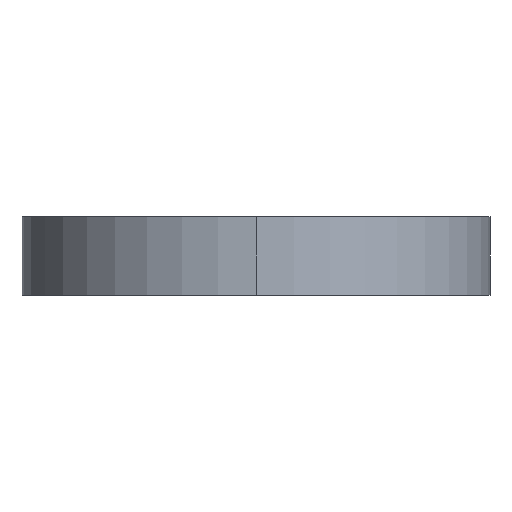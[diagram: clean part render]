
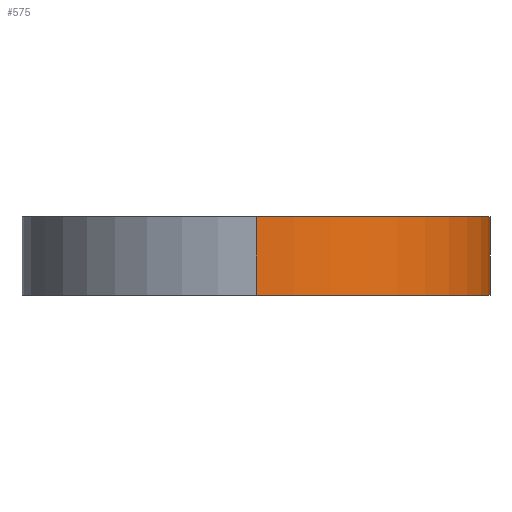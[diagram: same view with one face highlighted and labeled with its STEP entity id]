
A CAD part, left-side view. The second image highlights one B-rep face of the part: STEP entity #575.
In plain terms, the highlighted cylindrical face has radius 60 mm (diameter 120 mm), a partial arc.
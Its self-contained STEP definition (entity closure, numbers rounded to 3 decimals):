
#67 = CARTESIAN_POINT ( 'NONE',  ( 0., 0., 0. ) ) ;
#70 = ORIENTED_EDGE ( 'NONE', *, *, #144, .F. ) ;
#73 = VERTEX_POINT ( 'NONE', #125 ) ;
#125 = CARTESIAN_POINT ( 'NONE',  ( -60., 0., 20. ) ) ;
#144 = EDGE_CURVE ( 'NONE', #73, #1431, #1256, .T. ) ;
#160 = DIRECTION ( 'NONE',  ( 1., 0., 0. ) ) ;
#169 = CARTESIAN_POINT ( 'NONE',  ( 11.881, -58.812, 0. ) ) ;
#222 = FACE_OUTER_BOUND ( 'NONE', #908, .T. ) ;
#231 = DIRECTION ( 'NONE',  ( 0., 0., -1. ) ) ;
#237 = EDGE_CURVE ( 'NONE', #73, #1372, #558, .T. ) ;
#265 = ORIENTED_EDGE ( 'NONE', *, *, #237, .T. ) ;
#387 = VECTOR ( 'NONE', #961, 1000. ) ;
#431 = LINE ( 'NONE', #969, #1500 ) ;
#498 = EDGE_CURVE ( 'NONE', #1431, #1130, #431, .T. ) ;
#503 = ORIENTED_EDGE ( 'NONE', *, *, #505, .T. ) ;
#505 = EDGE_CURVE ( 'NONE', #1372, #1130, #988, .T. ) ;
#558 = LINE ( 'NONE', #1090, #387 ) ;
#575 = ADVANCED_FACE ( 'NONE', ( #222 ), #1662, .T. ) ;
#576 = DIRECTION ( 'NONE',  ( 1., 0., 0. ) ) ;
#898 = AXIS2_PLACEMENT_3D ( 'NONE', #1497, #955, #160 ) ;
#908 = EDGE_LOOP ( 'NONE', ( #70, #265, #503, #1547 ) ) ;
#955 = DIRECTION ( 'NONE',  ( 0., 0., 1. ) ) ;
#961 = DIRECTION ( 'NONE',  ( 0., 0., -1. ) ) ;
#969 = CARTESIAN_POINT ( 'NONE',  ( 11.881, -58.812, 20. ) ) ;
#988 = CIRCLE ( 'NONE', #1697, 60. ) ;
#1026 = CARTESIAN_POINT ( 'NONE',  ( -60., 0., 0. ) ) ;
#1090 = CARTESIAN_POINT ( 'NONE',  ( -60., 0., 20. ) ) ;
#1130 = VERTEX_POINT ( 'NONE', #169 ) ;
#1256 = CIRCLE ( 'NONE', #898, 60. ) ;
#1287 = CARTESIAN_POINT ( 'NONE',  ( 11.881, -58.812, 20. ) ) ;
#1306 = DIRECTION ( 'NONE',  ( -1., 0., 0. ) ) ;
#1321 = AXIS2_PLACEMENT_3D ( 'NONE', #1670, #231, #1306 ) ;
#1372 = VERTEX_POINT ( 'NONE', #1026 ) ;
#1378 = DIRECTION ( 'NONE',  ( 0., 0., 1. ) ) ;
#1431 = VERTEX_POINT ( 'NONE', #1287 ) ;
#1497 = CARTESIAN_POINT ( 'NONE',  ( 0., 0., 20. ) ) ;
#1500 = VECTOR ( 'NONE', #1636, 1000. ) ;
#1547 = ORIENTED_EDGE ( 'NONE', *, *, #498, .F. ) ;
#1636 = DIRECTION ( 'NONE',  ( 0., 0., -1. ) ) ;
#1662 = CYLINDRICAL_SURFACE ( 'NONE', #1321, 60. ) ;
#1670 = CARTESIAN_POINT ( 'NONE',  ( 0., 0., 20. ) ) ;
#1697 = AXIS2_PLACEMENT_3D ( 'NONE', #67, #1378, #576 ) ;
